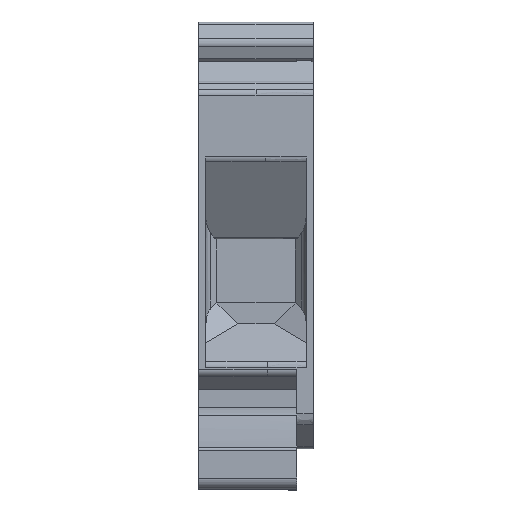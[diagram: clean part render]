
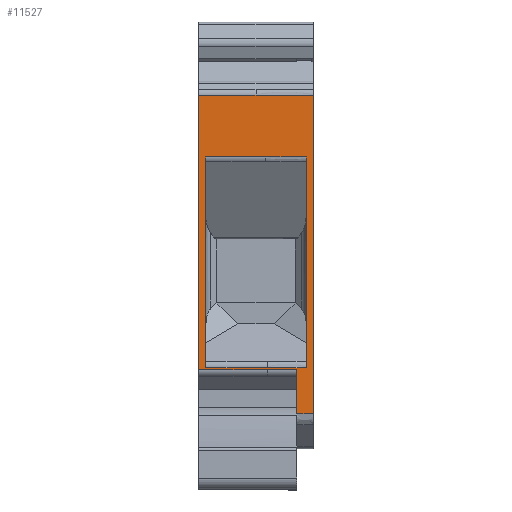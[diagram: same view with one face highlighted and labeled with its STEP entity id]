
A CAD part, left-side view. The second image highlights one B-rep face of the part: STEP entity #11527.
In plain terms, the highlighted planar face has unit normal (-1, 0, 0).
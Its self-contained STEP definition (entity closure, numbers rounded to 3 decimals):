
#45=CARTESIAN_POINT('',(-26.7,6.6,-20.226));
#46=VERTEX_POINT('',#45);
#54=CARTESIAN_POINT('',(-26.7,6.6,7.452));
#55=VERTEX_POINT('',#54);
#56=CARTESIAN_POINT('',(-26.7,6.6,-20.226));
#57=DIRECTION('',(0.,0.,1.));
#58=VECTOR('',#57,27.679);
#59=LINE('',#56,#58);
#60=EDGE_CURVE('',#46,#55,#59,.T.);
#3669=CARTESIAN_POINT('',(-26.7,-7.55,15.586));
#3670=VERTEX_POINT('',#3669);
#3678=CARTESIAN_POINT('',(-26.7,-7.55,-26.322));
#3679=VERTEX_POINT('',#3678);
#3680=CARTESIAN_POINT('',(-26.7,-7.55,15.586));
#3681=DIRECTION('',(0.,0.,-1.));
#3682=VECTOR('',#3681,41.907);
#3683=LINE('',#3680,#3682);
#3684=EDGE_CURVE('',#3670,#3679,#3683,.T.);
#3837=CARTESIAN_POINT('',(-26.7,-5.35,-26.322));
#3838=VERTEX_POINT('',#3837);
#3839=CARTESIAN_POINT('',(-26.7,-5.35,-26.322));
#3840=DIRECTION('',(0.,-1.,0.));
#3841=VECTOR('',#3840,2.2);
#3842=LINE('',#3839,#3841);
#3843=EDGE_CURVE('',#3838,#3679,#3842,.T.);
#3903=CARTESIAN_POINT('',(-26.7,-6.6,-20.226));
#3904=VERTEX_POINT('',#3903);
#3912=CARTESIAN_POINT('',(-26.7,-6.6,7.452));
#3913=VERTEX_POINT('',#3912);
#3914=CARTESIAN_POINT('',(-26.7,-6.6,7.452));
#3915=DIRECTION('',(0.,0.,-1.));
#3916=VECTOR('',#3915,27.679);
#3917=LINE('',#3914,#3916);
#3918=EDGE_CURVE('',#3913,#3904,#3917,.T.);
#9338=CARTESIAN_POINT('',(-26.7,7.55,-20.491));
#9339=VERTEX_POINT('',#9338);
#9347=CARTESIAN_POINT('',(-26.7,7.55,15.586));
#9348=VERTEX_POINT('',#9347);
#9349=CARTESIAN_POINT('',(-26.7,7.55,-20.491));
#9350=DIRECTION('',(0.,0.,1.));
#9351=VECTOR('',#9350,36.077);
#9352=LINE('',#9349,#9351);
#9353=EDGE_CURVE('',#9339,#9348,#9352,.T.);
#11449=CARTESIAN_POINT('',(-26.7,0.,-5.368));
#11450=DIRECTION('',(0.,0.,1.));
#11451=DIRECTION('',(1.,0.,-0.));
#11452=AXIS2_PLACEMENT_3D('',#11449,#11451,#11450);
#11453=PLANE('',#11452);
#11454=CARTESIAN_POINT('',(-26.7,0.,15.586));
#11455=VERTEX_POINT('',#11454);
#11456=CARTESIAN_POINT('',(-26.7,7.55,15.586));
#11457=DIRECTION('',(0.,-1.,0.));
#11458=VECTOR('',#11457,7.55);
#11459=LINE('',#11456,#11458);
#11460=EDGE_CURVE('',#9348,#11455,#11459,.T.);
#11461=ORIENTED_EDGE('E1669',*,*,#11460,.T.);
#11462=CARTESIAN_POINT('',(-26.7,0.,15.586));
#11463=DIRECTION('',(0.,-1.,0.));
#11464=VECTOR('',#11463,7.55);
#11465=LINE('',#11462,#11464);
#11466=EDGE_CURVE('',#11455,#3670,#11465,.T.);
#11467=ORIENTED_EDGE('E3006',*,*,#11466,.T.);
#11468=ORIENTED_EDGE('E3006',*,*,#3684,.T.);
#11469=ORIENTED_EDGE('E3006',*,*,#3843,.F.);
#11470=CARTESIAN_POINT('',(-26.7,-5.35,-20.491));
#11471=VERTEX_POINT('',#11470);
#11472=CARTESIAN_POINT('',(-26.7,-5.35,-20.491));
#11473=DIRECTION('',(0.,0.,-1.));
#11474=VECTOR('',#11473,5.831);
#11475=LINE('',#11472,#11474);
#11476=EDGE_CURVE('',#11471,#3838,#11475,.T.);
#11477=ORIENTED_EDGE('E3008',*,*,#11476,.F.);
#11478=CARTESIAN_POINT('',(-26.7,-1.5,-20.491));
#11479=VERTEX_POINT('',#11478);
#11480=CARTESIAN_POINT('',(-26.7,-5.35,-20.491));
#11481=DIRECTION('',(0.,1.,0.));
#11482=VECTOR('',#11481,3.85);
#11483=LINE('',#11480,#11482);
#11484=EDGE_CURVE('',#11471,#11479,#11483,.T.);
#11485=ORIENTED_EDGE('E3009',*,*,#11484,.T.);
#11486=CARTESIAN_POINT('',(-26.7,-1.5,-20.491));
#11487=DIRECTION('',(0.,1.,0.));
#11488=VECTOR('',#11487,9.05);
#11489=LINE('',#11486,#11488);
#11490=EDGE_CURVE('',#11479,#9339,#11489,.T.);
#11491=ORIENTED_EDGE('E1668',*,*,#11490,.T.);
#11492=ORIENTED_EDGE('E1668',*,*,#9353,.T.);
#11493=EDGE_LOOP('',(#11461,#11467,#11468,#11469,#11477,#11485,#11491,#11492));
#11494=FACE_OUTER_BOUND('',#11493,.F.);
#11495=ORIENTED_EDGE('',*,*,#60,.F.);
#11496=CARTESIAN_POINT('',(-26.7,-1.5,-20.226));
#11497=VERTEX_POINT('',#11496);
#11498=CARTESIAN_POINT('',(-26.7,6.6,-20.226));
#11499=DIRECTION('',(0.,-1.,0.));
#11500=VECTOR('',#11499,8.1);
#11501=LINE('',#11498,#11500);
#11502=EDGE_CURVE('',#46,#11497,#11501,.T.);
#11503=ORIENTED_EDGE('E1670',*,*,#11502,.T.);
#11504=CARTESIAN_POINT('',(-26.7,-1.5,-20.226));
#11505=DIRECTION('',(0.,-1.,0.));
#11506=VECTOR('',#11505,5.1);
#11507=LINE('',#11504,#11506);
#11508=EDGE_CURVE('',#11497,#3904,#11507,.T.);
#11509=ORIENTED_EDGE('E3010',*,*,#11508,.T.);
#11510=ORIENTED_EDGE('E3010',*,*,#3918,.F.);
#11511=CARTESIAN_POINT('',(-26.7,-1.3,7.452));
#11512=VERTEX_POINT('',#11511);
#11513=CARTESIAN_POINT('',(-26.7,-6.6,7.452));
#11514=DIRECTION('',(0.,1.,0.));
#11515=VECTOR('',#11514,5.3);
#11516=LINE('',#11513,#11515);
#11517=EDGE_CURVE('',#3913,#11512,#11516,.T.);
#11518=ORIENTED_EDGE('E3004',*,*,#11517,.T.);
#11519=CARTESIAN_POINT('',(-26.7,6.6,7.452));
#11520=DIRECTION('',(0.,-1.,0.));
#11521=VECTOR('',#11520,7.9);
#11522=LINE('',#11519,#11521);
#11523=EDGE_CURVE('',#55,#11512,#11522,.T.);
#11524=ORIENTED_EDGE('E487',*,*,#11523,.F.);
#11525=EDGE_LOOP('',(#11495,#11503,#11509,#11510,#11518,#11524));
#11526=FACE_BOUND('',#11525,.F.);
#11527=ADVANCED_FACE('F706',(#11494,#11526),#11453,.F.);
